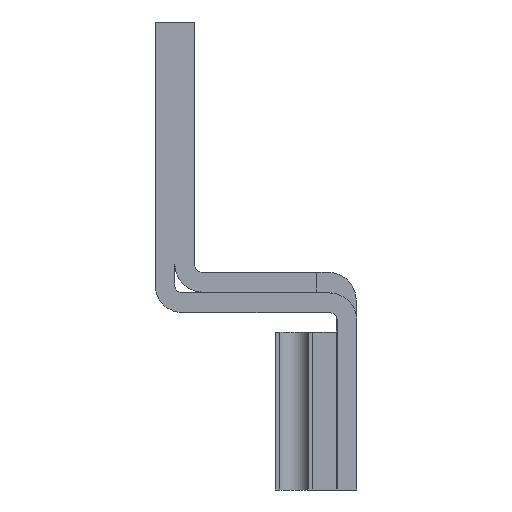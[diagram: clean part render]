
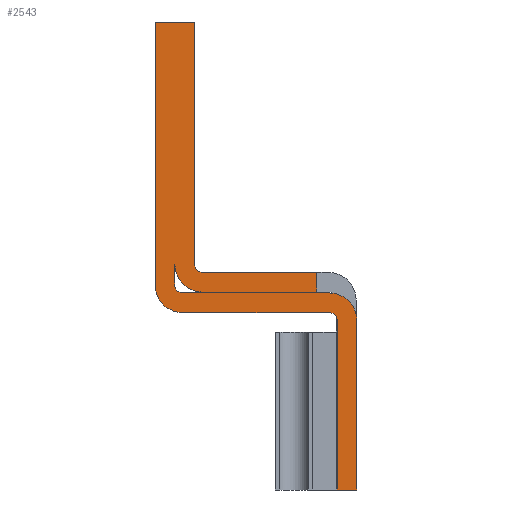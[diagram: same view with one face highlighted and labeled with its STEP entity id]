
A CAD part, front view. The second image highlights one B-rep face of the part: STEP entity #2543.
In plain terms, the highlighted planar face has unit normal (0, -1, 0).
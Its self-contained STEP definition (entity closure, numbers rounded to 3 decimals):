
#643=CARTESIAN_POINT('',(68.558,-90.,161.995));
#644=DIRECTION('',(0.,1.,0.));
#645=DIRECTION('',(0.,0.,-1.));
#646=AXIS2_PLACEMENT_3D('',#643,#644,#645);
#648=DIRECTION('',(0.,0.,-1.));
#649=VECTOR('',#648,5.2);
#650=CARTESIAN_POINT('',(61.558,-90.,161.995));
#651=LINE('',#650,#649);
#652=CARTESIAN_POINT('',(63.558,-90.,156.795));
#653=DIRECTION('',(0.,-1.,0.));
#654=DIRECTION('',(-1.,0.,0.));
#655=AXIS2_PLACEMENT_3D('',#652,#653,#654);
#657=DIRECTION('',(1.,0.,0.));
#658=VECTOR('',#657,37.1);
#659=CARTESIAN_POINT('',(63.558,-90.,154.795));
#660=LINE('',#659,#658);
#661=CARTESIAN_POINT('',(100.658,-90.,147.795));
#662=DIRECTION('',(0.,1.,0.));
#663=DIRECTION('',(0.,0.,1.));
#664=AXIS2_PLACEMENT_3D('',#661,#662,#663);
#666=CARTESIAN_POINT('',(100.658,-90.,147.795));
#667=DIRECTION('',(0.,-1.,0.));
#668=DIRECTION('',(1.,0.,0.));
#669=AXIS2_PLACEMENT_3D('',#666,#667,#668);
#671=DIRECTION('',(-1.,0.,0.));
#672=VECTOR('',#671,37.1);
#673=CARTESIAN_POINT('',(100.658,-90.,149.795));
#674=LINE('',#673,#672);
#675=CARTESIAN_POINT('',(63.558,-90.,156.795));
#676=DIRECTION('',(0.,1.,0.));
#677=DIRECTION('',(0.,0.,-1.));
#678=AXIS2_PLACEMENT_3D('',#675,#676,#677);
#680=DIRECTION('',(0.,0.,1.));
#681=VECTOR('',#680,66.6);
#682=CARTESIAN_POINT('',(56.558,-90.,156.795));
#683=LINE('',#682,#681);
#684=DIRECTION('',(1.,0.,0.));
#685=VECTOR('',#684,10.);
#686=CARTESIAN_POINT('',(56.558,-90.,223.395));
#687=LINE('',#686,#685);
#688=DIRECTION('',(0.,0.,-1.));
#689=VECTOR('',#688,61.4);
#690=CARTESIAN_POINT('',(66.558,-90.,223.395));
#691=LINE('',#690,#689);
#692=CARTESIAN_POINT('',(68.558,-90.,161.995));
#693=DIRECTION('',(0.,-1.,0.));
#694=DIRECTION('',(-1.,0.,0.));
#695=AXIS2_PLACEMENT_3D('',#692,#693,#694);
#697=DIRECTION('',(1.,0.,0.));
#698=VECTOR('',#697,28.9);
#699=CARTESIAN_POINT('',(68.558,-90.,159.995));
#700=LINE('',#699,#698);
#701=DIRECTION('',(0.,0.,-1.));
#702=VECTOR('',#701,5.);
#703=CARTESIAN_POINT('',(97.458,-90.,159.995));
#704=LINE('',#703,#702);
#705=DIRECTION('',(-1.,0.,0.));
#706=VECTOR('',#705,28.9);
#707=CARTESIAN_POINT('',(97.458,-90.,154.995));
#708=LINE('',#707,#706);
#771=DIRECTION('',(0.,0.,-1.));
#772=VECTOR('',#771,42.9);
#773=CARTESIAN_POINT('',(102.658,-90.,147.795));
#774=LINE('',#773,#772);
#807=DIRECTION('',(1.,0.,0.));
#808=VECTOR('',#807,5.);
#809=CARTESIAN_POINT('',(102.658,-90.,104.895));
#810=LINE('',#809,#808);
#819=DIRECTION('',(0.,0.,1.));
#820=VECTOR('',#819,42.9);
#821=CARTESIAN_POINT('',(107.658,-90.,104.895));
#822=LINE('',#821,#820);
#1476=CARTESIAN_POINT('',(68.558,-90.,154.995));
#1478=VERTEX_POINT('',#1476);
#1483=CARTESIAN_POINT('',(66.558,-90.,223.395));
#1485=VERTEX_POINT('',#1483);
#1487=CARTESIAN_POINT('',(66.558,-90.,161.995));
#1488=VERTEX_POINT('',#1487);
#1505=CARTESIAN_POINT('',(68.558,-90.,159.995));
#1507=VERTEX_POINT('',#1505);
#1511=CARTESIAN_POINT('',(97.458,-90.,159.995));
#1512=VERTEX_POINT('',#1511);
#1517=CARTESIAN_POINT('',(97.458,-90.,154.995));
#1518=VERTEX_POINT('',#1517);
#1547=CARTESIAN_POINT('',(56.558,-90.,156.795));
#1549=VERTEX_POINT('',#1547);
#1552=CARTESIAN_POINT('',(63.558,-90.,149.795));
#1554=VERTEX_POINT('',#1552);
#1555=CARTESIAN_POINT('',(56.558,-90.,223.395));
#1557=VERTEX_POINT('',#1555);
#1575=CARTESIAN_POINT('',(63.558,-90.,154.795));
#1577=VERTEX_POINT('',#1575);
#1579=CARTESIAN_POINT('',(61.558,-90.,156.795));
#1581=VERTEX_POINT('',#1579);
#1583=CARTESIAN_POINT('',(100.658,-90.,154.795));
#1584=VERTEX_POINT('',#1583);
#1605=CARTESIAN_POINT('',(100.658,-90.,149.795));
#1606=VERTEX_POINT('',#1605);
#1607=CARTESIAN_POINT('',(102.658,-90.,147.795));
#1608=VERTEX_POINT('',#1607);
#1609=CARTESIAN_POINT('',(107.658,-90.,147.795));
#1610=VERTEX_POINT('',#1609);
#1611=CARTESIAN_POINT('',(107.658,-90.,104.895));
#1612=VERTEX_POINT('',#1611);
#1621=CARTESIAN_POINT('',(102.658,-90.,104.895));
#1622=VERTEX_POINT('',#1621);
#1780=CARTESIAN_POINT('',(61.558,-90.,161.995));
#1782=VERTEX_POINT('',#1780);
#2501=CARTESIAN_POINT('',(79.508,-90.,189.195));
#2502=DIRECTION('',(0.,1.,0.));
#2503=DIRECTION('',(1.,0.,0.));
#2504=AXIS2_PLACEMENT_3D('',#2501,#2502,#2503);
#2505=PLANE('',#2504);
#2507=ORIENTED_EDGE('',*,*,#2506,.T.);
#2509=ORIENTED_EDGE('',*,*,#2508,.T.);
#2511=ORIENTED_EDGE('',*,*,#2510,.T.);
#2513=ORIENTED_EDGE('',*,*,#2512,.T.);
#2515=ORIENTED_EDGE('',*,*,#2514,.T.);
#2517=ORIENTED_EDGE('',*,*,#2516,.F.);
#2519=ORIENTED_EDGE('',*,*,#2518,.F.);
#2521=ORIENTED_EDGE('',*,*,#2520,.F.);
#2523=ORIENTED_EDGE('',*,*,#2522,.T.);
#2525=ORIENTED_EDGE('',*,*,#2524,.T.);
#2527=ORIENTED_EDGE('',*,*,#2526,.T.);
#2529=ORIENTED_EDGE('',*,*,#2528,.T.);
#2531=ORIENTED_EDGE('',*,*,#2530,.T.);
#2533=ORIENTED_EDGE('',*,*,#2532,.T.);
#2535=ORIENTED_EDGE('',*,*,#2534,.T.);
#2537=ORIENTED_EDGE('',*,*,#2536,.T.);
#2539=ORIENTED_EDGE('',*,*,#2538,.T.);
#2540=ORIENTED_EDGE('',*,*,#2482,.T.);
#2541=EDGE_LOOP('',(#2507,#2509,#2511,#2513,#2515,#2517,#2519,#2521,#2523,#2525,
#2527,#2529,#2531,#2533,#2535,#2537,#2539,#2540));
#2542=FACE_OUTER_BOUND('',#2541,.F.);
#647=CIRCLE('',#646,7.);
#656=CIRCLE('',#655,2.);
#665=CIRCLE('',#664,7.);
#670=CIRCLE('',#669,2.);
#679=CIRCLE('',#678,7.);
#696=CIRCLE('',#695,2.);
#2482=EDGE_CURVE('',#1518,#1478,#708,.T.);
#2506=EDGE_CURVE('',#1478,#1782,#647,.T.);
#2508=EDGE_CURVE('',#1782,#1581,#651,.T.);
#2510=EDGE_CURVE('',#1581,#1577,#656,.T.);
#2512=EDGE_CURVE('',#1577,#1584,#660,.T.);
#2514=EDGE_CURVE('',#1584,#1610,#665,.T.);
#2516=EDGE_CURVE('',#1612,#1610,#822,.T.);
#2518=EDGE_CURVE('',#1622,#1612,#810,.T.);
#2520=EDGE_CURVE('',#1608,#1622,#774,.T.);
#2522=EDGE_CURVE('',#1608,#1606,#670,.T.);
#2524=EDGE_CURVE('',#1606,#1554,#674,.T.);
#2526=EDGE_CURVE('',#1554,#1549,#679,.T.);
#2528=EDGE_CURVE('',#1549,#1557,#683,.T.);
#2530=EDGE_CURVE('',#1557,#1485,#687,.T.);
#2532=EDGE_CURVE('',#1485,#1488,#691,.T.);
#2534=EDGE_CURVE('',#1488,#1507,#696,.T.);
#2536=EDGE_CURVE('',#1507,#1512,#700,.T.);
#2538=EDGE_CURVE('',#1512,#1518,#704,.T.);
#2543=ADVANCED_FACE('',(#2542),#2505,.F.);
